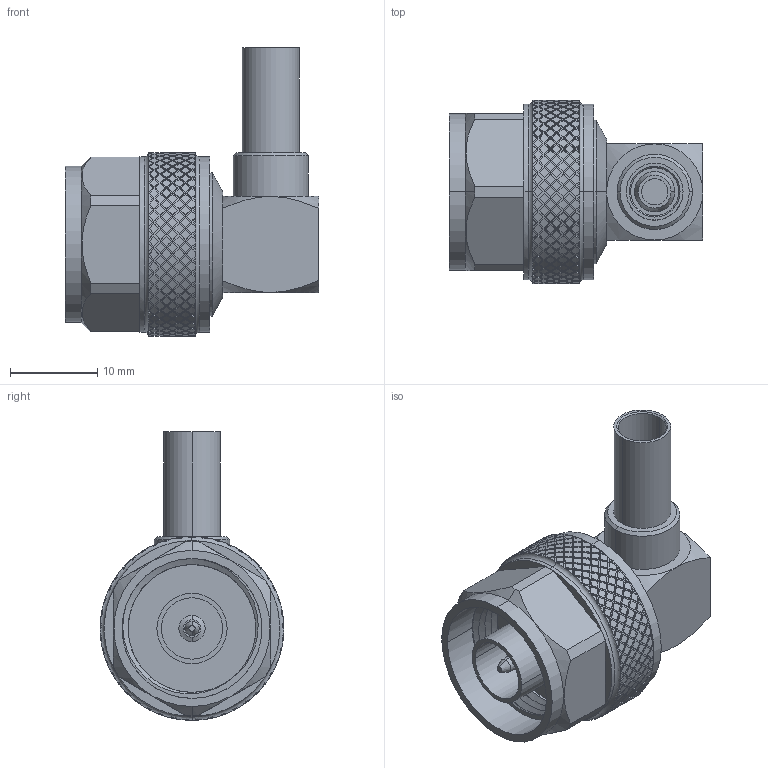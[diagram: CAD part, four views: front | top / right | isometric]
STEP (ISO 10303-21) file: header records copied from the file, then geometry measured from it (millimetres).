
FILE_DESCRIPTION((''),'2;1');
FILE_NAME('1','2021-08-11T',('Administrator'),(''),'PRO/ENGINEER BY PARAMETRIC TECHNOLOGY CORPORATION, 2012090','PRO/ENGINEER BY PARAMETRIC TECHNOLOGY CORPORATION, 2012090','');
FILE_SCHEMA(('CONFIG_CONTROL_DESIGN'));
Products named in the file (1): 1
Bounding box: 29 x 21 x 33 mm (x, y, z)
Volume: 5677.2 mm3; surface area: 3957.2 mm2
Topology: 1 solids, 1 shells, 2668 faces, 6306 edges, 3652 vertices
Faces by surface type: bspline 2162, cylinder 438, plane 40, cone 24, torus 4
Entity records: 131906 total; most frequent: CARTESIAN_POINT 88571, ORIENTED_EDGE 12612, EDGE_CURVE 6306, B_SPLINE_CURVE_WITH_KNOTS 5320, VERTEX_POINT 3652, EDGE_LOOP 2680, FACE_OUTER_BOUND 2668, ADVANCED_FACE 2668
